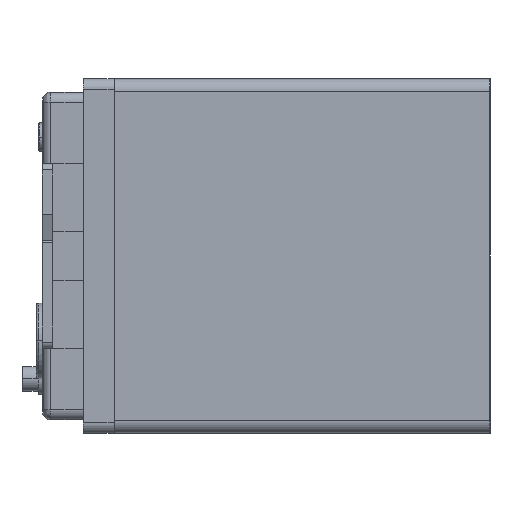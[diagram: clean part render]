
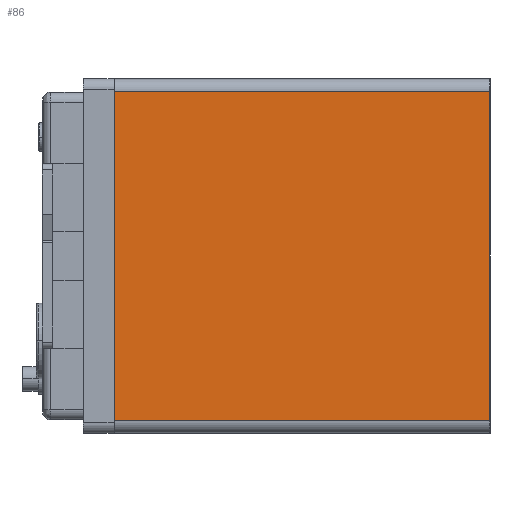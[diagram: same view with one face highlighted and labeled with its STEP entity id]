
A CAD part, left-side view. The second image highlights one B-rep face of the part: STEP entity #86.
In plain terms, the highlighted planar face has unit normal (-1, 0, 0).
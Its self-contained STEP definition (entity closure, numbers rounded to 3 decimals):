
#50 = DIRECTION ( 'NONE',  ( 0., 1., 0. ) ) ;
#86 = ADVANCED_FACE ( 'NONE', ( #7665 ), #3543, .T. ) ;
#316 = CARTESIAN_POINT ( 'NONE',  ( -165., 183.5, -80.5 ) ) ;
#585 = CARTESIAN_POINT ( 'NONE',  ( -165., 0., 80.5 ) ) ;
#626 = LINE ( 'NONE', #3850, #7756 ) ;
#836 = VERTEX_POINT ( 'NONE', #3397 ) ;
#855 = CARTESIAN_POINT ( 'NONE',  ( -165., 0., 80.5 ) ) ;
#1399 = DIRECTION ( 'NONE',  ( 0., 0., -1. ) ) ;
#1616 = EDGE_LOOP ( 'NONE', ( #7450, #8155, #7239, #2281 ) ) ;
#1715 = DIRECTION ( 'NONE',  ( 0., 0., -1. ) ) ;
#2035 = CARTESIAN_POINT ( 'NONE',  ( -165., 183.5, 80.5 ) ) ;
#2281 = ORIENTED_EDGE ( 'NONE', *, *, #9484, .T. ) ;
#2668 = CARTESIAN_POINT ( 'NONE',  ( -165., 183.5, 80.5 ) ) ;
#3139 = VECTOR ( 'NONE', #4505, 1000. ) ;
#3397 = CARTESIAN_POINT ( 'NONE',  ( -165., 183.5, -80.5 ) ) ;
#3543 = PLANE ( 'NONE',  #9980 ) ;
#3747 = EDGE_CURVE ( 'NONE', #836, #6451, #5963, .T. ) ;
#3850 = CARTESIAN_POINT ( 'NONE',  ( -165., 0., 80.5 ) ) ;
#4054 = VECTOR ( 'NONE', #1715, 1000. ) ;
#4505 = DIRECTION ( 'NONE',  ( 0., -1., 0. ) ) ;
#4854 = EDGE_CURVE ( 'NONE', #5871, #8576, #8353, .T. ) ;
#5777 = LINE ( 'NONE', #2668, #4054 ) ;
#5871 = VERTEX_POINT ( 'NONE', #585 ) ;
#5963 = LINE ( 'NONE', #316, #3139 ) ;
#6451 = VERTEX_POINT ( 'NONE', #7365 ) ;
#6851 = CARTESIAN_POINT ( 'NONE',  ( -165., 0., -86.5 ) ) ;
#7239 = ORIENTED_EDGE ( 'NONE', *, *, #4854, .T. ) ;
#7365 = CARTESIAN_POINT ( 'NONE',  ( -165., 0., -80.5 ) ) ;
#7450 = ORIENTED_EDGE ( 'NONE', *, *, #3747, .T. ) ;
#7607 = DIRECTION ( 'NONE',  ( -1., 0., 0. ) ) ;
#7665 = FACE_OUTER_BOUND ( 'NONE', #1616, .T. ) ;
#7756 = VECTOR ( 'NONE', #1399, 1000. ) ;
#8002 = VECTOR ( 'NONE', #50, 1000. ) ;
#8155 = ORIENTED_EDGE ( 'NONE', *, *, #10151, .F. ) ;
#8353 = LINE ( 'NONE', #855, #8002 ) ;
#8576 = VERTEX_POINT ( 'NONE', #2035 ) ;
#9484 = EDGE_CURVE ( 'NONE', #8576, #836, #5777, .T. ) ;
#9903 = DIRECTION ( 'NONE',  ( 0., 0., 1. ) ) ;
#9980 = AXIS2_PLACEMENT_3D ( 'NONE', #6851, #7607, #9903 ) ;
#10151 = EDGE_CURVE ( 'NONE', #5871, #6451, #626, .T. ) ;
